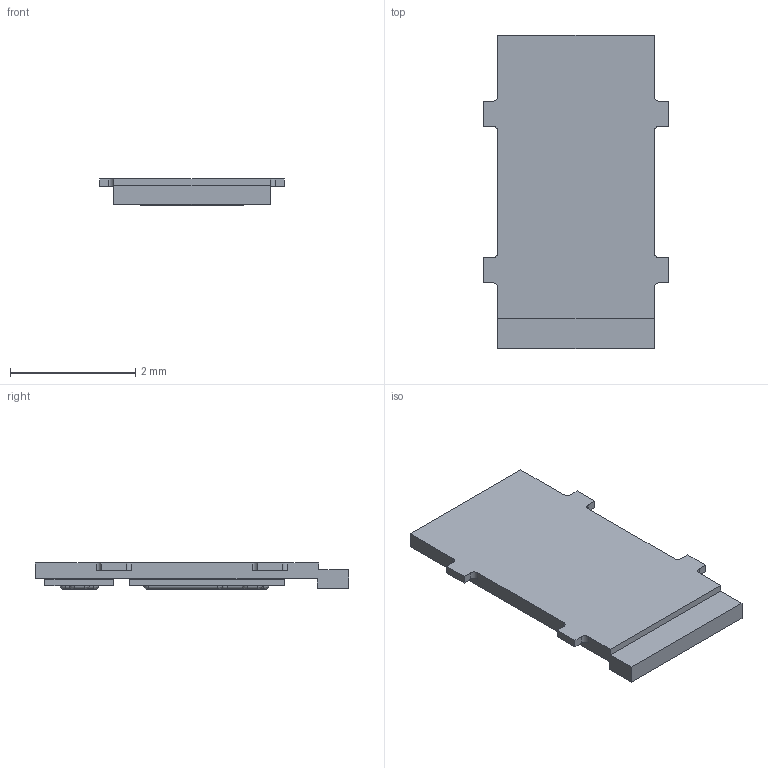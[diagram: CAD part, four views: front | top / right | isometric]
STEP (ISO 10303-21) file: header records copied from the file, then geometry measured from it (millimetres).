
FILE_DESCRIPTION((''),'2;1');
FILE_NAME('MPA0005A_ASM','2022-06-24T14:20:13',('a0412086'),(''),'CREO PARAMETRIC BY PTC INC, 2018500','CREO PARAMETRIC BY PTC INC, 2018500','');
FILE_SCHEMA(('CONFIG_CONTROL_DESIGN','SHAPE_APPEARANCE_LAYERS_GROUPS'));
Length unit declared in the file: millimetre
Products named in the file (6): FRAME; DIE1_DA; DIE1; DIE2_DA; DIE2; MPA0005A_ASM
Assembly tree (5 placements, depth 2):
  MPA0005A_ASM
    FRAME
    DIE1_DA
    DIE1
    DIE2_DA
    DIE2
Bounding box: 2.95 x 5 x 0.42 mm (x, y, z)
Volume: 4.3 mm3; surface area: 64.8 mm2
Topology: 5 solids, 5 shells, 103 faces, 264 edges, 176 vertices
Faces by surface type: plane 57, cylinder 28, bspline 17, torus 1
Entity records: 4854 total; most frequent: CARTESIAN_POINT 809, DIRECTION 550, ORIENTED_EDGE 528, PRESENTATION_STYLE_ASSIGNMENT 313, STYLED_ITEM 269, CURVE_STYLE 264, EDGE_CURVE 264, AXIS2_PLACEMENT_3D 189
